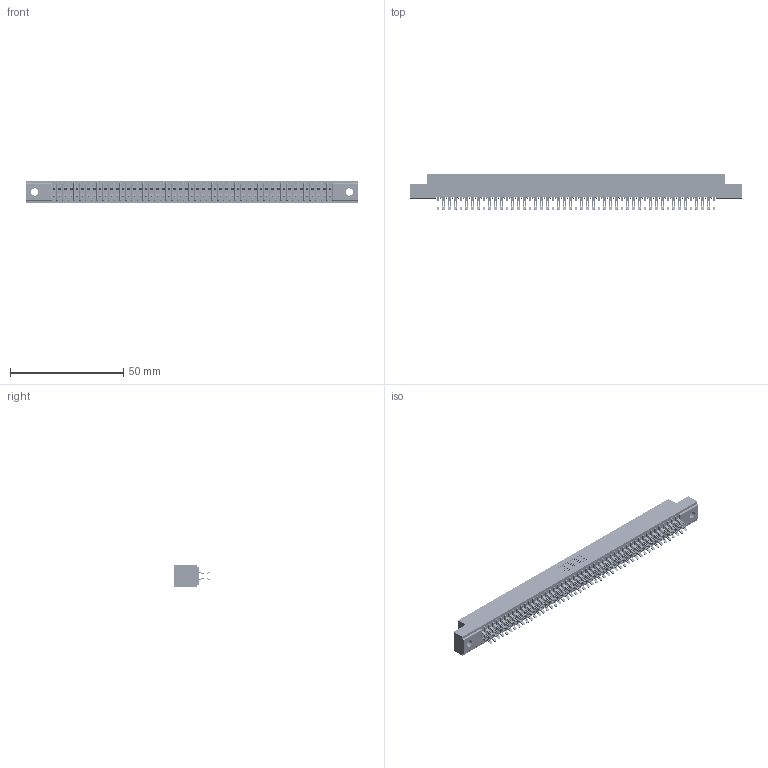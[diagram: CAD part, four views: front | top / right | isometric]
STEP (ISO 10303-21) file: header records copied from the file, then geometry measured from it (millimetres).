
FILE_DESCRIPTION (( 'STEP AP203' ), '1' );
FILE_NAME ('391-098-555-202.STEP', '2018-08-09T19:08:56', ( '' ), ( '' ), 'SwSTEP 2.0', 'SolidWorks 2016', '' );
FILE_SCHEMA (( 'CONFIG_CONTROL_DESIGN' ));
Length unit declared in the file: inch
Products named in the file (3): 341 Part_.128 (3.25) Dia Mounting Holes; 341-292-001_341-292-155; 391-098-555-202
Assembly tree (99 placements, depth 2):
  391-098-555-202
    341 Part_.128 (3.25) Dia Mounting Holes
    341-292-001_341-292-155  x98
Bounding box: 146.69 x 16.31 x 10.16 mm (x, y, z)
Volume: 10922.5 mm3; surface area: 20158.9 mm2
Topology: 99 solids, 99 shells, 7760 faces, 23199 edges, 15102 vertices
Faces by surface type: plane 4184, cylinder 3380, sphere 100, torus 96
Entity records: 58840 total; most frequent: CARTESIAN_POINT 9797, ORIENTED_EDGE 9726, DIRECTION 9493, EDGE_CURVE 4863, LINE 3921, VECTOR 3921, VERTEX_POINT 3074, AXIS2_PLACEMENT_3D 2786
